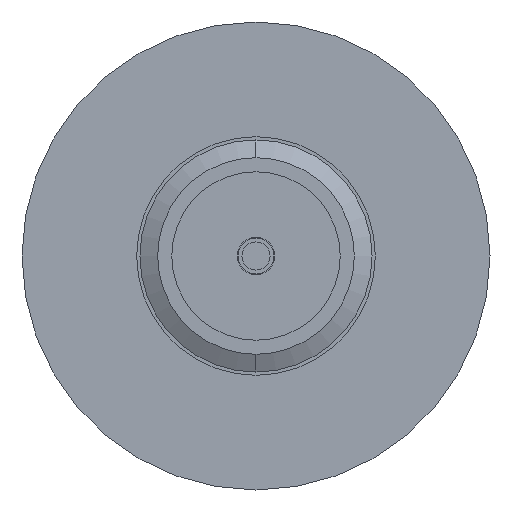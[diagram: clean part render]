
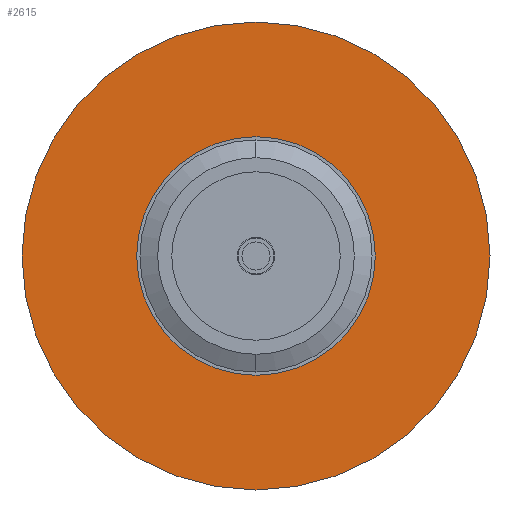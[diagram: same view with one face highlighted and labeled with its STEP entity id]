
A CAD part, left-side view. The second image highlights one B-rep face of the part: STEP entity #2615.
In plain terms, the highlighted planar face has unit normal (-1, 0, 0).
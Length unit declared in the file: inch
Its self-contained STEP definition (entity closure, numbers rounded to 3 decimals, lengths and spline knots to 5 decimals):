
#77 = CARTESIAN_POINT ( 'NONE',  ( 0., 0., 0. ) ) ;
#97 = DIRECTION ( 'NONE',  ( 0., 0., -1. ) ) ;
#98 = DIRECTION ( 'NONE',  ( -1., 0., 0. ) ) ;
#99 = AXIS2_PLACEMENT_3D ( 'NONE', #77, #98, #97 ) ;
#120 = CIRCLE ( 'NONE', #99, 0.1275 ) ;
#165 = CARTESIAN_POINT ( 'NONE',  ( 0., 0., -0.25 ) ) ;
#230 = CARTESIAN_POINT ( 'NONE',  ( 0., 0., 0.1275 ) ) ;
#242 = CARTESIAN_POINT ( 'NONE',  ( 0., 0., 0.25 ) ) ;
#298 = CARTESIAN_POINT ( 'NONE',  ( 0., 0., -0.1275 ) ) ;
#919 = DIRECTION ( 'NONE',  ( 0., 0., -1. ) ) ;
#920 = DIRECTION ( 'NONE',  ( 1., 0., 0. ) ) ;
#922 = CARTESIAN_POINT ( 'NONE',  ( 0., 0., 0. ) ) ;
#927 = AXIS2_PLACEMENT_3D ( 'NONE', #922, #920, #919 ) ;
#946 = CIRCLE ( 'NONE', #927, 0.25 ) ;
#980 = CARTESIAN_POINT ( 'NONE',  ( 0., 0., 0. ) ) ;
#981 = FACE_BOUND ( 'NONE', #2675, .T. ) ;
#995 = DIRECTION ( 'NONE',  ( 0., 0., -1. ) ) ;
#997 = DIRECTION ( 'NONE',  ( 0., 0., -1. ) ) ;
#998 = DIRECTION ( 'NONE',  ( -1., 0., 0. ) ) ;
#999 = CARTESIAN_POINT ( 'NONE',  ( 0., 0., 0. ) ) ;
#1000 = AXIS2_PLACEMENT_3D ( 'NONE', #999, #998, #997 ) ;
#1003 = DIRECTION ( 'NONE',  ( 1., 0., 0. ) ) ;
#1004 = AXIS2_PLACEMENT_3D ( 'NONE', #1135, #1003, #995 ) ;
#1005 = CIRCLE ( 'NONE', #1000, 0.1275 ) ;
#1016 = DIRECTION ( 'NONE',  ( 0., 0., -1. ) ) ;
#1023 = AXIS2_PLACEMENT_3D ( 'NONE', #980, #1028, #1016 ) ;
#1028 = DIRECTION ( 'NONE',  ( 1., 0., 0. ) ) ;
#1029 = FACE_OUTER_BOUND ( 'NONE', #2622, .T. ) ;
#1034 = PLANE ( 'NONE',  #1023 ) ;
#1135 = CARTESIAN_POINT ( 'NONE',  ( 0., 0., 0. ) ) ;
#1140 = CIRCLE ( 'NONE', #1004, 0.25 ) ;
#2179 = EDGE_CURVE ( 'NONE', #2345, #2349, #946, .T. ) ;
#2288 = EDGE_CURVE ( 'NONE', #2370, #2367, #120, .T. ) ;
#2345 = VERTEX_POINT ( 'NONE', #165 ) ;
#2349 = VERTEX_POINT ( 'NONE', #242 ) ;
#2367 = VERTEX_POINT ( 'NONE', #298 ) ;
#2370 = VERTEX_POINT ( 'NONE', #230 ) ;
#2522 = ORIENTED_EDGE ( 'NONE', *, *, #2598, .F. ) ;
#2597 = EDGE_CURVE ( 'NONE', #2367, #2370, #1005, .T. ) ;
#2598 = EDGE_CURVE ( 'NONE', #2349, #2345, #1140, .T. ) ;
#2615 = ADVANCED_FACE ( 'NONE', ( #1029, #981 ), #1034, .F. ) ;
#2616 = ORIENTED_EDGE ( 'NONE', *, *, #2597, .F. ) ;
#2617 = ORIENTED_EDGE ( 'NONE', *, *, #2179, .F. ) ;
#2619 = ORIENTED_EDGE ( 'NONE', *, *, #2288, .F. ) ;
#2622 = EDGE_LOOP ( 'NONE', ( #2522, #2617 ) ) ;
#2675 = EDGE_LOOP ( 'NONE', ( #2616, #2619 ) ) ;
